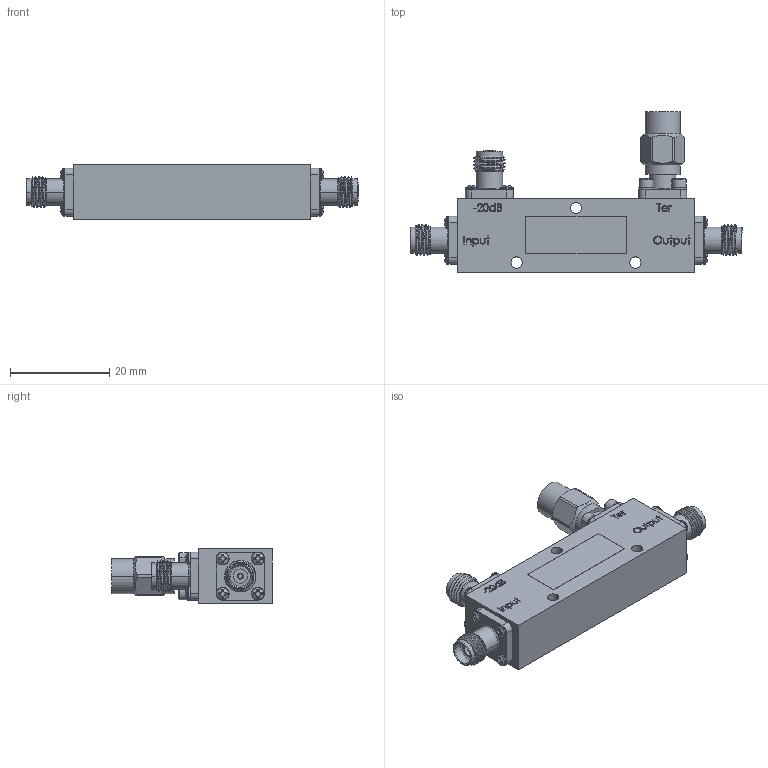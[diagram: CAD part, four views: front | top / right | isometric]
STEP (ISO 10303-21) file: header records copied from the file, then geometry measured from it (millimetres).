
FILE_DESCRIPTION (( 'STEP AP214' ), '1' );
FILE_NAME ('FM2CP1133-20_3D.step', '2025-06-12T16:11:30', ( '' ), ( '' ), 'SwSTEP 2.0', 'SolidWorks 2022', '' );
FILE_SCHEMA (( 'AUTOMOTIVE_DESIGN' ));
Length unit declared in the file: inch
Products named in the file (1): FM2CP1133-20_3D
Bounding box: 67.05 x 32.5 x 11.05 mm (x, y, z)
Volume: 9479.3 mm3; surface area: 5103.7 mm2
Topology: 1 solids, 19 shells, 1066 faces, 2725 edges, 1775 vertices
Faces by surface type: plane 507, cylinder 258, bspline 149, cone 144, torus 8
Entity records: 46723 total; most frequent: CARTESIAN_POINT 22880, ORIENTED_EDGE 5450, DIRECTION 4202, EDGE_CURVE 2725, VERTEX_POINT 1775, AXIS2_PLACEMENT_3D 1480, LINE 1242, VECTOR 1242
